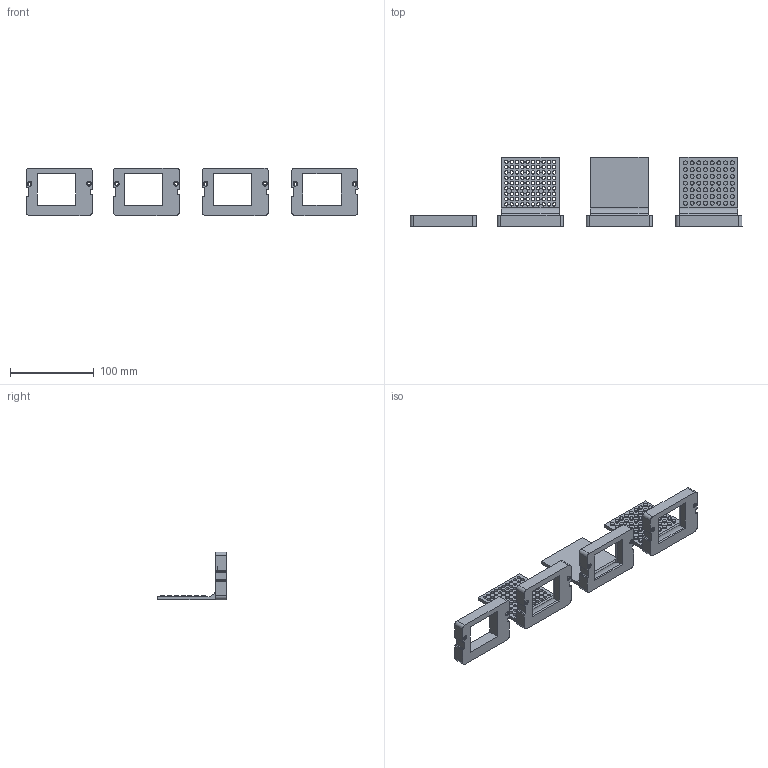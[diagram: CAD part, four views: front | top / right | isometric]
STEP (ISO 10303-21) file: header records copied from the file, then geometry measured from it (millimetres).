
FILE_DESCRIPTION(/* description */ (''),/* implementation_level */ '2;1');
FILE_NAME(/* name */ '676ea3ac-6557-431c-86e3-0262bee39657.stp',/* time_stamp */ '2019-09-08T10:18:57-06:00',/* author */ ('sridharPR5JY'),/* organization */ (''),/* preprocessor_version */ 'ST-DEVELOPER v18',/* originating_system */ 'Autodesk Translation Framework v8.2.0.1029',/* authorisation */ '');
FILE_SCHEMA (('AUTOMOTIVE_DESIGN { 1 0 10303 214 3 1 1 }'));
Length unit declared in the file: millimetre
Products named in the file (1): BACK_ATTACHMENTS
Bounding box: 396.11 x 82.45 x 57.11 mm (x, y, z)
Volume: 198519 mm3; surface area: 78682.1 mm2
Topology: 4 solids, 4 shells, 381 faces, 924 edges, 612 vertices
Faces by surface type: cylinder 193, plane 148, bspline 32, cone 8
Full cylindrical faces by diameter (mm): 3.5 x8, 4.1 x90, 4.8 x56, 6.5 x8
Entity records: 11861 total; most frequent: CARTESIAN_POINT 2132, DIRECTION 2078, ORIENTED_EDGE 1848, EDGE_CURVE 924, AXIS2_PLACEMENT_3D 810, EDGE_LOOP 646, VERTEX_POINT 612, LINE 458
